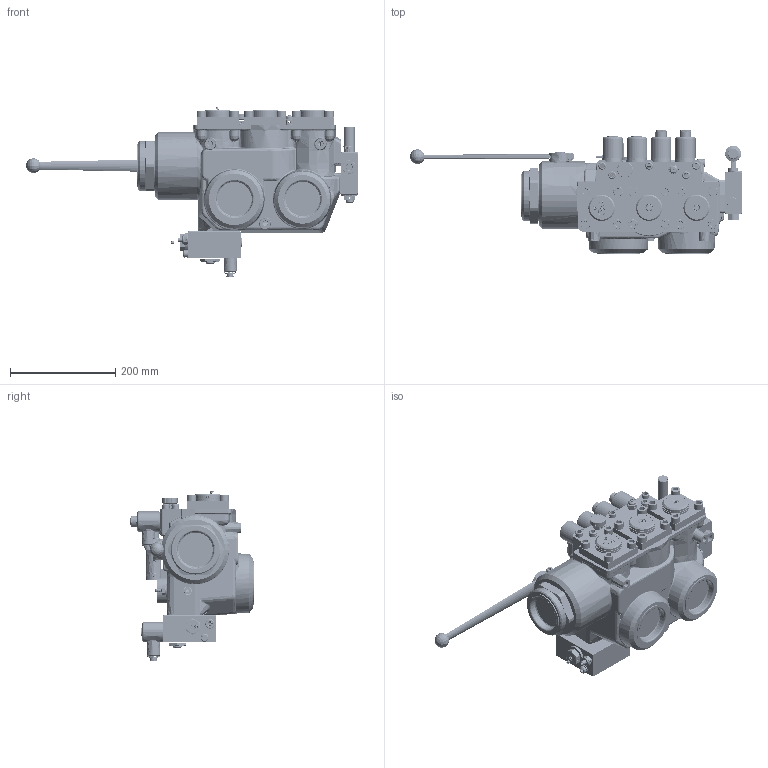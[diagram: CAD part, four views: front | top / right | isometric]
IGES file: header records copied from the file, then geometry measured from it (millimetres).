
Start section: SolidWorks IGES file using analytic representation for surfaces
Global section: file name: EV 2_5 BV KS H HX_MX.IGS; native system: SolidWorks 2010; preprocessor: SolidWorks 2010; author: P.Mehta; date: 100422.114126; units: millimetre
Bounding box: 630.13 x 234 x 322.98 mm (x, y, z)
Surface area: 531687 mm2 (no closed solid volume)
Topology: 0 solids, 0 shells, 2423 faces, 45868 edges, 54819 vertices
Faces by surface type: revolution 1212, bspline 1211
